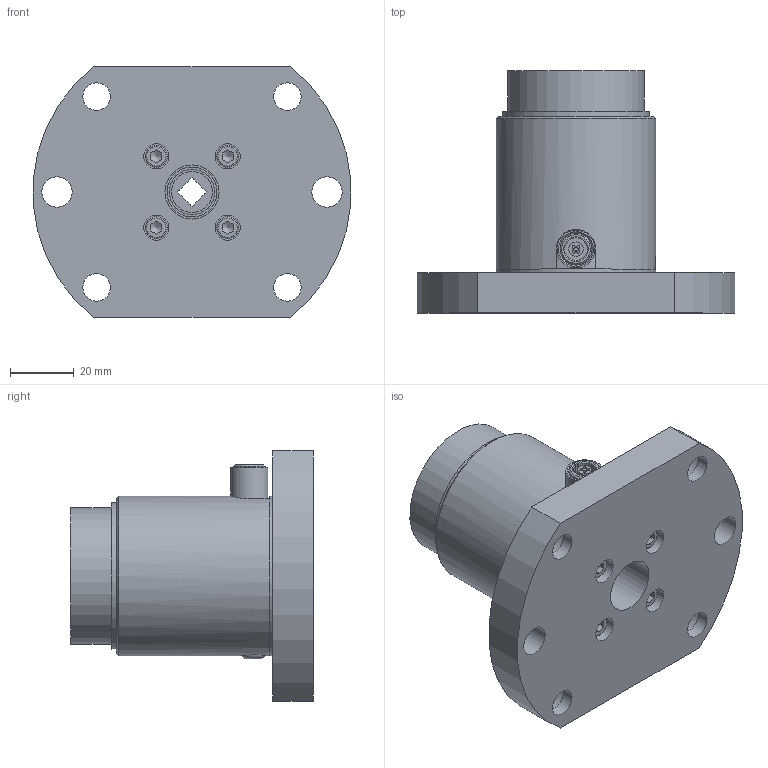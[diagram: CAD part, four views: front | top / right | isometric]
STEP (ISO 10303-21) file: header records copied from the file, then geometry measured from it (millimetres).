
FILE_DESCRIPTION(/* description */ ('','CAx-IF Rec.Pracs.---Representation and Presentation of Product Manufacturing Information (PMI)---4.0---2014-10-13'),/* implementation_level */ '2;1');
FILE_NAME(/* name */ 'TDF400 inoz.stp',/* time_stamp */ '2018-05-17T13:55:45-07:00',/* author */ ('javier'),/* organization */ (''),/* preprocessor_version */ 'ST-DEVELOPER v16.13',/* originating_system */ 'Autodesk Inventor 2018',/* authorisation */ '');
FILE_SCHEMA (('AP242_MANAGED_MODEL_BASED_3D_ENGINEERING_MIM_LF { 1 0 10303 442 1 1 4 }'));
Length unit declared in the file: inch
Products named in the file (1): TDF400 inoz
Bounding box: 99.74 x 76.2 x 78.74 mm (x, y, z)
Volume: 184457.5 mm3; surface area: 53609.8 mm2
Topology: 1 solids, 26 shells, 364 faces, 819 edges, 544 vertices
Faces by surface type: plane 187, cylinder 121, cone 37, torus 19
Full cylindrical faces by diameter (mm): 0.8 x8, 1 x4, 1.1 x8, 1.45 x4, 3.302 x9, 4.166 x9, 4.5 x1, 4.572 x4, 4.597 x4, 6.35 x1, 6.858 x8, 7.874 x8, 7.9 x1, 7.925 x1, 8.357 x1, 8.636 x5, 9.544 x2, 9.75 x1, 10 x1, 12.827 x1, 13.462 x4, 15.24 x1, 16.993 x1, 17.78 x1, 18.415 x1, 19.012 x2, 19.075 x2, 43.18 x1, 46.355 x1, 46.457 x1
Entity records: 9456 total; most frequent: CARTESIAN_POINT 1781, DIRECTION 1537, ORIENTED_EDGE 1200, AXIS2_PLACEMENT_3D 656, EDGE_LOOP 602, EDGE_CURVE 600, VERTEX_POINT 474, FACE_OUTER_BOUND 364
